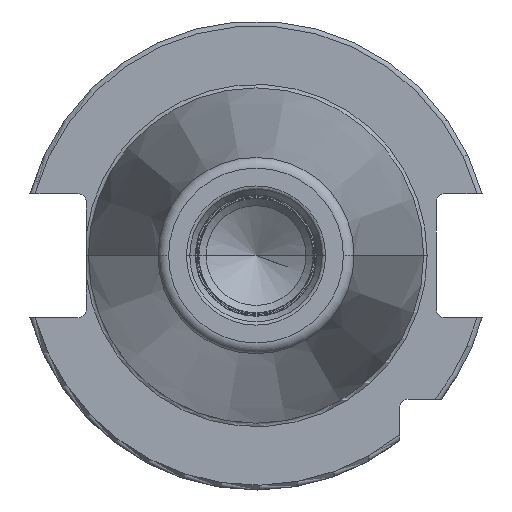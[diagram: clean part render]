
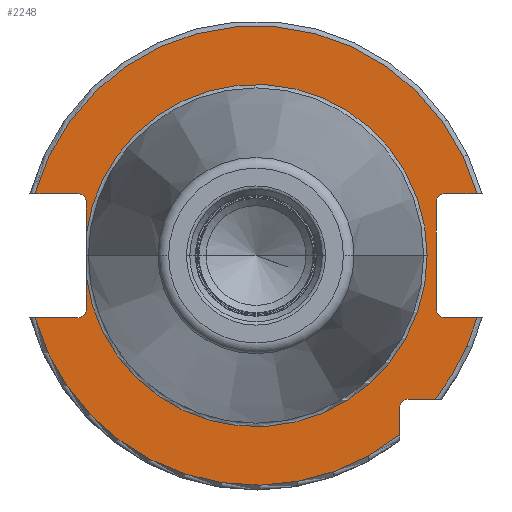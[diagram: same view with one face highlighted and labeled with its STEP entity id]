
A CAD part, left-side view. The second image highlights one B-rep face of the part: STEP entity #2248.
In plain terms, the highlighted planar face has unit normal (-1, 0, 0).
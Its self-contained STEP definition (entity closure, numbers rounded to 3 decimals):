
#105=CARTESIAN_POINT('',(3.2,35.3,-4.415));
#117=CARTESIAN_POINT('',(3.2,0.,0.));
#118=DIRECTION('',(-1.,0.,0.));
#119=DIRECTION('',(0.,0.992,-0.124));
#120=AXIS2_PLACEMENT_3D('',#117,#118,#119);
#379=CARTESIAN_POINT('',(3.2,37.05,-11.15));
#380=DIRECTION('',(1.,0.,0.));
#381=DIRECTION('',(0.,-1.,0.));
#382=AXIS2_PLACEMENT_3D('',#379,#380,#381);
#388=DIRECTION('',(0.,1.,0.));
#389=VECTOR('',#388,6.711);
#390=CARTESIAN_POINT('',(3.2,-45.961,12.9));
#391=LINE('',#390,#389);
#392=DIRECTION('',(0.,0.,1.));
#393=VECTOR('',#392,22.3);
#394=CARTESIAN_POINT('',(3.2,-37.5,-11.15));
#395=LINE('',#394,#393);
#396=DIRECTION('',(0.,1.,0.));
#397=VECTOR('',#396,6.711);
#398=CARTESIAN_POINT('',(3.2,-45.961,-12.9));
#399=LINE('',#398,#397);
#400=CARTESIAN_POINT('',(3.2,0.,0.));
#401=DIRECTION('',(-1.,0.,0.));
#402=DIRECTION('',(0.,-0.78,-0.625));
#403=AXIS2_PLACEMENT_3D('',#400,#401,#402);
#405=DIRECTION('',(0.,-1.,0.));
#406=VECTOR('',#405,5.654);
#407=CARTESIAN_POINT('',(3.2,-31.6,-29.85));
#408=LINE('',#407,#406);
#409=DIRECTION('',(0.,0.,1.));
#410=VECTOR('',#409,5.654);
#411=CARTESIAN_POINT('',(3.2,-29.85,-37.254));
#412=LINE('',#411,#410);
#413=CARTESIAN_POINT('',(3.2,0.,0.));
#414=DIRECTION('',(-1.,0.,0.));
#415=DIRECTION('',(0.,0.963,-0.27));
#416=AXIS2_PLACEMENT_3D('',#413,#414,#415);
#418=DIRECTION('',(0.,-1.,0.));
#419=VECTOR('',#418,8.911);
#420=CARTESIAN_POINT('',(3.2,45.961,-12.9));
#421=LINE('',#420,#419);
#422=DIRECTION('',(0.,0.,-1.));
#423=VECTOR('',#422,6.735);
#424=CARTESIAN_POINT('',(3.2,35.3,-4.415));
#425=LINE('',#424,#423);
#426=DIRECTION('',(0.,0.,-1.));
#427=VECTOR('',#426,6.735);
#428=CARTESIAN_POINT('',(3.2,35.3,11.15));
#429=LINE('',#428,#427);
#430=DIRECTION('',(0.,-1.,0.));
#431=VECTOR('',#430,8.911);
#432=CARTESIAN_POINT('',(3.2,45.961,12.9));
#433=LINE('',#432,#431);
#434=CARTESIAN_POINT('',(3.2,0.,0.));
#435=DIRECTION('',(1.,0.,0.));
#436=DIRECTION('',(0.,0.963,0.27));
#437=AXIS2_PLACEMENT_3D('',#434,#435,#436);
#448=CARTESIAN_POINT('',(3.2,-39.25,11.15));
#449=DIRECTION('',(1.,0.,0.));
#450=DIRECTION('',(0.,1.,0.));
#451=AXIS2_PLACEMENT_3D('',#448,#449,#450);
#466=CARTESIAN_POINT('',(3.2,-39.25,-11.15));
#467=DIRECTION('',(1.,0.,0.));
#468=DIRECTION('',(0.,0.,-1.));
#469=AXIS2_PLACEMENT_3D('',#466,#467,#468);
#590=CARTESIAN_POINT('',(3.2,45.961,-12.9));
#625=CARTESIAN_POINT('',(3.2,-45.961,-12.9));
#632=CARTESIAN_POINT('',(3.2,-37.254,-29.85));
#652=CARTESIAN_POINT('',(3.2,-31.6,-31.6));
#653=DIRECTION('',(1.,0.,0.));
#654=DIRECTION('',(0.,1.,0.));
#655=AXIS2_PLACEMENT_3D('',#652,#653,#654);
#737=CARTESIAN_POINT('',(3.2,37.05,11.15));
#738=DIRECTION('',(1.,0.,0.));
#739=DIRECTION('',(0.,0.,1.));
#740=AXIS2_PLACEMENT_3D('',#737,#738,#739);
#823=CARTESIAN_POINT('',(3.2,45.961,12.9));
#830=CARTESIAN_POINT('',(3.2,-45.961,12.9));
#1138=CARTESIAN_POINT('',(3.2,35.3,4.415));
#1149=CARTESIAN_POINT('',(3.2,0.,0.));
#1150=DIRECTION('',(1.,0.,0.));
#1151=DIRECTION('',(0.,0.992,0.124));
#1152=AXIS2_PLACEMENT_3D('',#1149,#1150,#1151);
#1372=CARTESIAN_POINT('',(3.2,-35.575,0.));
#1374=VERTEX_POINT('',#1372);
#1498=VERTEX_POINT('',#1138);
#1500=VERTEX_POINT('',#105);
#1503=VERTEX_POINT('',#823);
#1504=VERTEX_POINT('',#830);
#1507=VERTEX_POINT('',#590);
#1508=VERTEX_POINT('',#625);
#1531=CARTESIAN_POINT('',(3.2,-29.85,-37.254));
#1532=VERTEX_POINT('',#1531);
#1534=CARTESIAN_POINT('',(3.2,-37.5,-11.15));
#1536=VERTEX_POINT('',#1534);
#1538=CARTESIAN_POINT('',(3.2,-39.25,-12.9));
#1540=VERTEX_POINT('',#1538);
#1542=CARTESIAN_POINT('',(3.2,-39.25,12.9));
#1544=VERTEX_POINT('',#1542);
#1546=CARTESIAN_POINT('',(3.2,-37.5,11.15));
#1548=VERTEX_POINT('',#1546);
#1550=CARTESIAN_POINT('',(3.2,35.3,11.15));
#1552=VERTEX_POINT('',#1550);
#1554=CARTESIAN_POINT('',(3.2,37.05,12.9));
#1556=VERTEX_POINT('',#1554);
#1558=CARTESIAN_POINT('',(3.2,37.05,-12.9));
#1560=VERTEX_POINT('',#1558);
#1562=CARTESIAN_POINT('',(3.2,35.3,-11.15));
#1564=VERTEX_POINT('',#1562);
#1569=CARTESIAN_POINT('',(3.2,-29.85,-31.6));
#1570=CARTESIAN_POINT('',(3.2,-31.6,-29.85));
#1571=VERTEX_POINT('',#1569);
#1572=VERTEX_POINT('',#1570);
#1591=VERTEX_POINT('',#632);
#2208=CARTESIAN_POINT('',(3.2,0.,0.));
#2209=DIRECTION('',(1.,0.,0.));
#2210=DIRECTION('',(0.,-1.,0.));
#2211=AXIS2_PLACEMENT_3D('',#2208,#2209,#2210);
#2212=PLANE('',#2211);
#2214=ORIENTED_EDGE('',*,*,#2213,.T.);
#2216=ORIENTED_EDGE('',*,*,#2215,.F.);
#2218=ORIENTED_EDGE('',*,*,#2217,.F.);
#2220=ORIENTED_EDGE('',*,*,#2219,.F.);
#2222=ORIENTED_EDGE('',*,*,#2221,.F.);
#2224=ORIENTED_EDGE('',*,*,#2223,.F.);
#2226=ORIENTED_EDGE('',*,*,#2225,.F.);
#2228=ORIENTED_EDGE('',*,*,#2227,.F.);
#2230=ORIENTED_EDGE('',*,*,#2229,.F.);
#2232=ORIENTED_EDGE('',*,*,#2231,.F.);
#2233=ORIENTED_EDGE('',*,*,#2180,.T.);
#2234=ORIENTED_EDGE('',*,*,#2169,.F.);
#2235=ORIENTED_EDGE('',*,*,#1801,.F.);
#2236=ORIENTED_EDGE('',*,*,#1782,.T.);
#2238=ORIENTED_EDGE('',*,*,#2237,.F.);
#2239=ORIENTED_EDGE('',*,*,#1796,.F.);
#2241=ORIENTED_EDGE('',*,*,#2240,.F.);
#2243=ORIENTED_EDGE('',*,*,#2242,.F.);
#2245=ORIENTED_EDGE('',*,*,#2244,.T.);
#2246=EDGE_LOOP('',(#2214,#2216,#2218,#2220,#2222,#2224,#2226,#2228,#2230,#2232,
#2233,#2234,#2235,#2236,#2238,#2239,#2241,#2243,#2245));
#2247=FACE_OUTER_BOUND('',#2246,.F.);
#2248=ADVANCED_FACE('',(#2247),#2212,.F.);
#121=CIRCLE('',#120,35.575);
#383=CIRCLE('',#382,1.75);
#404=CIRCLE('',#403,47.738);
#417=CIRCLE('',#416,47.738);
#438=CIRCLE('',#437,47.738);
#452=CIRCLE('',#451,1.75);
#470=CIRCLE('',#469,1.75);
#656=CIRCLE('',#655,1.75);
#741=CIRCLE('',#740,1.75);
#1153=CIRCLE('',#1152,35.575);
#1782=EDGE_CURVE('',#1500,#1374,#121,.T.);
#1796=EDGE_CURVE('',#1552,#1498,#429,.T.);
#1801=EDGE_CURVE('',#1500,#1564,#425,.T.);
#2169=EDGE_CURVE('',#1564,#1560,#383,.T.);
#2180=EDGE_CURVE('',#1507,#1560,#421,.T.);
#2213=EDGE_CURVE('',#1504,#1544,#391,.T.);
#2215=EDGE_CURVE('',#1548,#1544,#452,.T.);
#2217=EDGE_CURVE('',#1536,#1548,#395,.T.);
#2219=EDGE_CURVE('',#1540,#1536,#470,.T.);
#2221=EDGE_CURVE('',#1508,#1540,#399,.T.);
#2223=EDGE_CURVE('',#1591,#1508,#404,.T.);
#2225=EDGE_CURVE('',#1572,#1591,#408,.T.);
#2227=EDGE_CURVE('',#1571,#1572,#656,.T.);
#2229=EDGE_CURVE('',#1532,#1571,#412,.T.);
#2231=EDGE_CURVE('',#1507,#1532,#417,.T.);
#2237=EDGE_CURVE('',#1498,#1374,#1153,.T.);
#2240=EDGE_CURVE('',#1556,#1552,#741,.T.);
#2242=EDGE_CURVE('',#1503,#1556,#433,.T.);
#2244=EDGE_CURVE('',#1503,#1504,#438,.T.);
